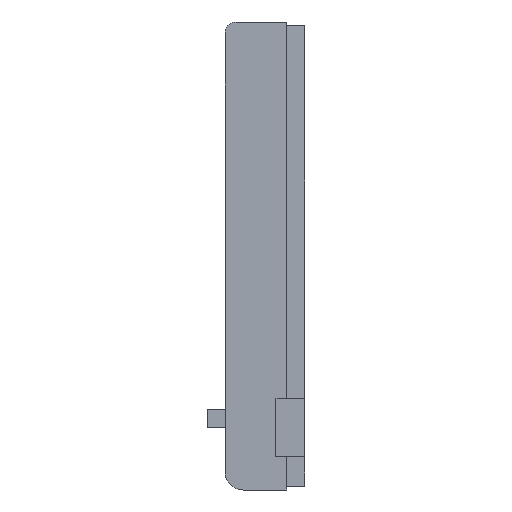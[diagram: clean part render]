
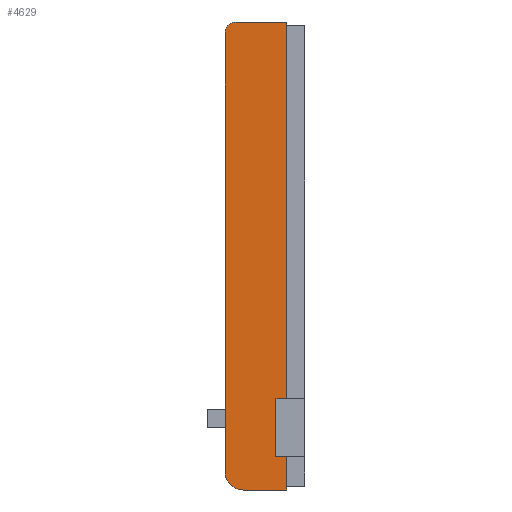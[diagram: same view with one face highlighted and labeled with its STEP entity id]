
A CAD part, left-side view. The second image highlights one B-rep face of the part: STEP entity #4629.
In plain terms, the highlighted planar face has unit normal (-1, 0, 0).
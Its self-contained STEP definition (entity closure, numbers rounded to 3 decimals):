
#118=CIRCLE('',#4875,3.);
#119=CIRCLE('',#4876,5.);
#143=FACE_OUTER_BOUND('',#374,.T.);
#374=EDGE_LOOP('',(#3121,#3122,#3123,#3124,#3125,#3126,#3127,#3128,#3129,
#3130));
#705=LINE('',#6294,#1347);
#709=LINE('',#6302,#1351);
#719=LINE('',#6322,#1361);
#720=LINE('',#6326,#1362);
#721=LINE('',#6329,#1363);
#722=LINE('',#6331,#1364);
#723=LINE('',#6333,#1365);
#724=LINE('',#6334,#1366);
#1347=VECTOR('',#5144,10.);
#1351=VECTOR('',#5148,10.);
#1361=VECTOR('',#5164,10.);
#1362=VECTOR('',#5167,10.);
#1363=VECTOR('',#5170,10.);
#1364=VECTOR('',#5171,10.);
#1365=VECTOR('',#5172,10.);
#1366=VECTOR('',#5173,10.);
#1985=VERTEX_POINT('',#6291);
#1986=VERTEX_POINT('',#6293);
#1989=VERTEX_POINT('',#6299);
#1990=VERTEX_POINT('',#6301);
#1997=VERTEX_POINT('',#6321);
#1998=VERTEX_POINT('',#6323);
#1999=VERTEX_POINT('',#6325);
#2000=VERTEX_POINT('',#6327);
#2001=VERTEX_POINT('',#6330);
#2002=VERTEX_POINT('',#6332);
#2431=EDGE_CURVE('',#1986,#1985,#705,.T.);
#2435=EDGE_CURVE('',#1990,#1989,#709,.T.);
#2445=EDGE_CURVE('',#1989,#1997,#719,.T.);
#2446=EDGE_CURVE('',#1998,#1997,#118,.T.);
#2447=EDGE_CURVE('',#1999,#1998,#720,.T.);
#2448=EDGE_CURVE('',#2000,#1999,#119,.T.);
#2449=EDGE_CURVE('',#1986,#2000,#721,.T.);
#2450=EDGE_CURVE('',#1985,#2001,#722,.T.);
#2451=EDGE_CURVE('',#2001,#2002,#723,.T.);
#2452=EDGE_CURVE('',#2002,#1990,#724,.T.);
#3121=ORIENTED_EDGE('',*,*,#2435,.T.);
#3122=ORIENTED_EDGE('',*,*,#2445,.T.);
#3123=ORIENTED_EDGE('',*,*,#2446,.F.);
#3124=ORIENTED_EDGE('',*,*,#2447,.F.);
#3125=ORIENTED_EDGE('',*,*,#2448,.F.);
#3126=ORIENTED_EDGE('',*,*,#2449,.F.);
#3127=ORIENTED_EDGE('',*,*,#2431,.T.);
#3128=ORIENTED_EDGE('',*,*,#2450,.T.);
#3129=ORIENTED_EDGE('',*,*,#2451,.T.);
#3130=ORIENTED_EDGE('',*,*,#2452,.T.);
#4408=PLANE('',#4874);
#4629=ADVANCED_FACE('',(#143),#4408,.T.);
#4874=AXIS2_PLACEMENT_3D('',#6320,#5162,#5163);
#4875=AXIS2_PLACEMENT_3D('',#6324,#5165,#5166);
#4876=AXIS2_PLACEMENT_3D('',#6328,#5168,#5169);
#5144=DIRECTION('',(0.,0.,1.));
#5148=DIRECTION('',(0.,0.,1.));
#5162=DIRECTION('center_axis',(-1.,0.,0.));
#5163=DIRECTION('ref_axis',(0.,0.,1.));
#5164=DIRECTION('',(0.,1.,0.));
#5165=DIRECTION('center_axis',(1.,0.,0.));
#5166=DIRECTION('ref_axis',(0.,0.707,0.707));
#5167=DIRECTION('',(0.,0.,1.));
#5168=DIRECTION('center_axis',(1.,0.,0.));
#5169=DIRECTION('ref_axis',(0.,0.707,-0.707));
#5170=DIRECTION('',(0.,1.,0.));
#5171=DIRECTION('',(0.,1.,0.));
#5172=DIRECTION('',(0.,0.,1.));
#5173=DIRECTION('',(0.,-1.,0.));
#6291=CARTESIAN_POINT('',(-97.844,-7.,-60.426));
#6293=CARTESIAN_POINT('',(-97.844,-7.,-69.637));
#6294=CARTESIAN_POINT('',(-97.844,-7.,-69.637));
#6299=CARTESIAN_POINT('',(-97.844,-7.,59.343));
#6301=CARTESIAN_POINT('',(-97.844,-7.,-44.426));
#6302=CARTESIAN_POINT('',(-97.844,-7.,-57.031));
#6320=CARTESIAN_POINT('Origin',(-97.844,0.,-69.637));
#6321=CARTESIAN_POINT('',(-97.844,7.,59.343));
#6322=CARTESIAN_POINT('',(-97.844,0.,59.343));
#6323=CARTESIAN_POINT('',(-97.844,10.,56.343));
#6324=CARTESIAN_POINT('Origin',(-97.844,7.,56.343));
#6325=CARTESIAN_POINT('',(-97.844,10.,-64.637));
#6326=CARTESIAN_POINT('',(-97.844,10.,59.343));
#6327=CARTESIAN_POINT('',(-97.844,5.,-69.637));
#6328=CARTESIAN_POINT('Origin',(-97.844,5.,-64.637));
#6329=CARTESIAN_POINT('',(-97.844,0.,-69.637));
#6330=CARTESIAN_POINT('',(-97.844,-4.,-60.426));
#6331=CARTESIAN_POINT('',(-97.844,-3.5,-60.426));
#6332=CARTESIAN_POINT('',(-97.844,-4.,-44.426));
#6333=CARTESIAN_POINT('',(-97.844,-4.,-61.031));
#6334=CARTESIAN_POINT('',(-97.844,-6.,-44.426));
